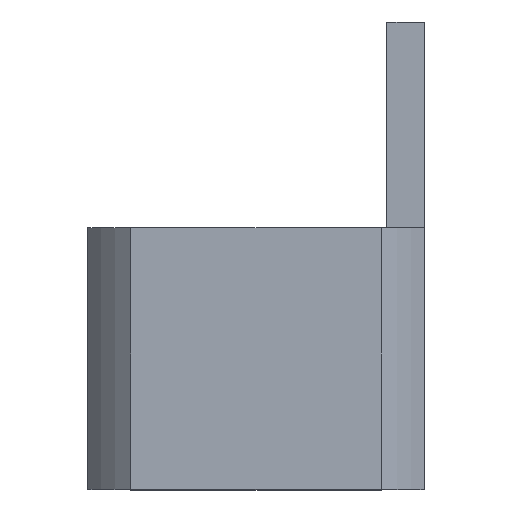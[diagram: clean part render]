
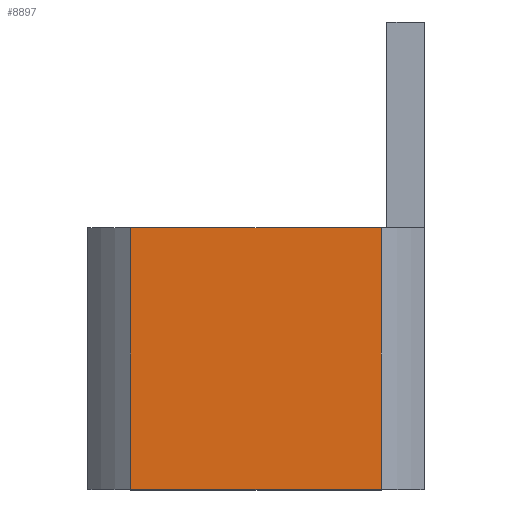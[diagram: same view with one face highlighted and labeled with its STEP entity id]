
A CAD part, top view. The second image highlights one B-rep face of the part: STEP entity #8897.
In plain terms, the highlighted planar face has unit normal (0, 0, 1).
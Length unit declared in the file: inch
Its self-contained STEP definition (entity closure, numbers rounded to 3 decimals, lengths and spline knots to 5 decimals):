
#121 = VECTOR ( 'NONE', #7202, 39.37008 ) ;
#565 = VECTOR ( 'NONE', #9265, 39.37008 ) ;
#1282 = LINE ( 'NONE', #8209, #565 ) ;
#1719 = DIRECTION ( 'NONE',  ( 1., 0., 0. ) ) ;
#1783 = VECTOR ( 'NONE', #11188, 39.37008 ) ;
#2522 = LINE ( 'NONE', #12736, #121 ) ;
#3152 = DIRECTION ( 'NONE',  ( 0., 0., 1. ) ) ;
#3154 = LINE ( 'NONE', #11270, #1783 ) ;
#3841 = CARTESIAN_POINT ( 'NONE',  ( 0.67, 1.4, 0.9 ) ) ;
#4286 = CARTESIAN_POINT ( 'NONE',  ( 0.9, 0., 0.9 ) ) ;
#4918 = ORIENTED_EDGE ( 'NONE', *, *, #10325, .F. ) ;
#5410 = FACE_OUTER_BOUND ( 'NONE', #10621, .T. ) ;
#5758 = EDGE_CURVE ( 'NONE', #7222, #8054, #3154, .T. ) ;
#6503 = VERTEX_POINT ( 'NONE', #14074 ) ;
#7202 = DIRECTION ( 'NONE',  ( 1., 0., 0. ) ) ;
#7222 = VERTEX_POINT ( 'NONE', #14580 ) ;
#7345 = ORIENTED_EDGE ( 'NONE', *, *, #5758, .T. ) ;
#7814 = AXIS2_PLACEMENT_3D ( 'NONE', #4286, #3152, #1719 ) ;
#8054 = VERTEX_POINT ( 'NONE', #13113 ) ;
#8129 = EDGE_CURVE ( 'NONE', #8054, #6503, #1282, .T. ) ;
#8209 = CARTESIAN_POINT ( 'NONE',  ( 0.9, 0., 0.9 ) ) ;
#8897 = ADVANCED_FACE ( 'NONE', ( #5410 ), #9984, .T. ) ;
#9265 = DIRECTION ( 'NONE',  ( 1., 0., 0. ) ) ;
#9843 = DIRECTION ( 'NONE',  ( 0., 1., 0. ) ) ;
#9984 = PLANE ( 'NONE',  #7814 ) ;
#10325 = EDGE_CURVE ( 'NONE', #7222, #14145, #2522, .T. ) ;
#10621 = EDGE_LOOP ( 'NONE', ( #7345, #14846, #10843, #4918 ) ) ;
#10843 = ORIENTED_EDGE ( 'NONE', *, *, #12164, .T. ) ;
#10898 = LINE ( 'NONE', #12181, #12879 ) ;
#11188 = DIRECTION ( 'NONE',  ( 0., -1., 0. ) ) ;
#11270 = CARTESIAN_POINT ( 'NONE',  ( -0.67, 0.7, 0.9 ) ) ;
#12164 = EDGE_CURVE ( 'NONE', #6503, #14145, #10898, .T. ) ;
#12181 = CARTESIAN_POINT ( 'NONE',  ( 0.67, 0.7, 0.9 ) ) ;
#12736 = CARTESIAN_POINT ( 'NONE',  ( 0.9, 1.4, 0.9 ) ) ;
#12879 = VECTOR ( 'NONE', #9843, 39.37008 ) ;
#13113 = CARTESIAN_POINT ( 'NONE',  ( -0.67, 0., 0.9 ) ) ;
#14074 = CARTESIAN_POINT ( 'NONE',  ( 0.67, 0., 0.9 ) ) ;
#14145 = VERTEX_POINT ( 'NONE', #3841 ) ;
#14580 = CARTESIAN_POINT ( 'NONE',  ( -0.67, 1.4, 0.9 ) ) ;
#14846 = ORIENTED_EDGE ( 'NONE', *, *, #8129, .T. ) ;
